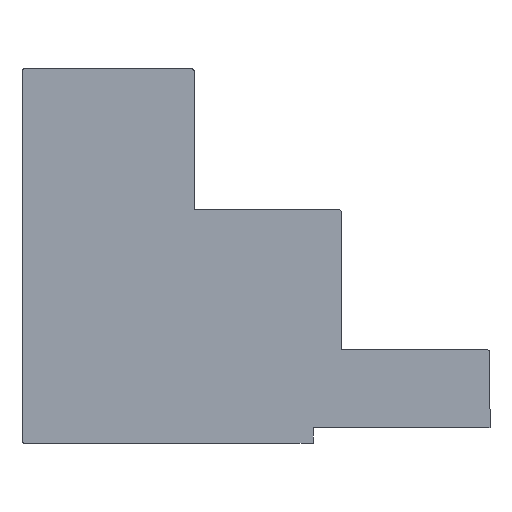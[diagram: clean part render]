
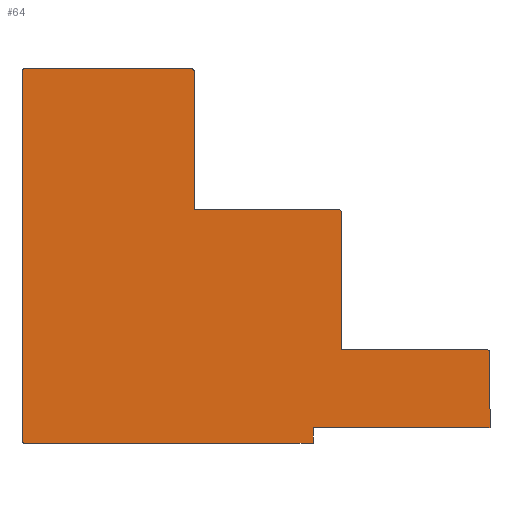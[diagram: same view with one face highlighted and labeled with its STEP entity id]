
A CAD part, front view. The second image highlights one B-rep face of the part: STEP entity #64.
In plain terms, the highlighted planar face has unit normal (0, -1, 0).
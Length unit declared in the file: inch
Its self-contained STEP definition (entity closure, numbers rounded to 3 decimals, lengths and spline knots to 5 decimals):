
#24 = CARTESIAN_POINT ( 'NONE',  ( 0.01181, -1.49803, 0. ) ) ;
#36 = VECTOR ( 'NONE', #1226, 39.37008 ) ;
#42 = LINE ( 'NONE', #1265, #36 ) ;
#56 = CARTESIAN_POINT ( 'NONE',  ( 1.38976, -1.49803, 1.88976 ) ) ;
#64 = ADVANCED_FACE ( 'NONE', ( #516 ), #1519, .T. ) ;
#65 = DIRECTION ( 'NONE',  ( -1., 0., 0. ) ) ;
#68 = AXIS2_PLACEMENT_3D ( 'NONE', #56, #790, #1437 ) ;
#89 = DIRECTION ( 'NONE',  ( 0., 0., 1. ) ) ;
#98 = DIRECTION ( 'NONE',  ( 0., 1., 0. ) ) ;
#109 = CARTESIAN_POINT ( 'NONE',  ( 2.57087, -1.49803, 0.75984 ) ) ;
#113 = DIRECTION ( 'NONE',  ( 0., 0., 1. ) ) ;
#127 = CARTESIAN_POINT ( 'NONE',  ( 3.14961, -1.49803, 0.74803 ) ) ;
#147 = EDGE_CURVE ( 'NONE', #1096, #1251, #473, .T. ) ;
#158 = CARTESIAN_POINT ( 'NONE',  ( 2.32283, -1.49803, 0. ) ) ;
#266 = LINE ( 'NONE', #1123, #272 ) ;
#272 = VECTOR ( 'NONE', #1138, 39.37008 ) ;
#294 = CARTESIAN_POINT ( 'NONE',  ( 2.55906, -1.49803, 1.87008 ) ) ;
#300 = DIRECTION ( 'NONE',  ( 0., 0., 1. ) ) ;
#325 = EDGE_CURVE ( 'NONE', #1244, #1389, #365, .T. ) ;
#331 = ORIENTED_EDGE ( 'NONE', *, *, #599, .T. ) ;
#338 = ORIENTED_EDGE ( 'NONE', *, *, #1283, .T. ) ;
#344 = AXIS2_PLACEMENT_3D ( 'NONE', #1558, #1145, #1162 ) ;
#347 = DIRECTION ( 'NONE',  ( -1., 0., 0. ) ) ;
#365 = LINE ( 'NONE', #294, #369 ) ;
#369 = VECTOR ( 'NONE', #347, 39.37008 ) ;
#380 = CARTESIAN_POINT ( 'NONE',  ( -0.00787, -1.49803, 0.01969 ) ) ;
#468 = VECTOR ( 'NONE', #113, 39.37008 ) ;
#473 = LINE ( 'NONE', #1386, #468 ) ;
#499 = CARTESIAN_POINT ( 'NONE',  ( 3.74016, -1.49803, 0.12598 ) ) ;
#516 = FACE_OUTER_BOUND ( 'NONE', #1036, .T. ) ;
#589 = DIRECTION ( 'NONE',  ( 0., 0., -1. ) ) ;
#599 = EDGE_CURVE ( 'NONE', #1503, #1506, #266, .T. ) ;
#614 = CARTESIAN_POINT ( 'NONE',  ( 3.74016, -1.49803, 1.49606 ) ) ;
#790 = DIRECTION ( 'NONE',  ( 0., 1., 0. ) ) ;
#1036 = EDGE_LOOP ( 'NONE', ( #1476, #1409, #1494, #1504, #1510, #1481, #1486, #1435, #1449, #1713, #1737, #1595, #1538, #1735, #338, #331, #1731 ) ) ;
#1044 = VECTOR ( 'NONE', #1535, 39.37008 ) ;
#1080 = CARTESIAN_POINT ( 'NONE',  ( 2.5315, -1.49803, 1.87008 ) ) ;
#1096 = VERTEX_POINT ( 'NONE', #1312 ) ;
#1100 = EDGE_CURVE ( 'NONE', #1460, #1439, #42, .T. ) ;
#1114 = AXIS2_PLACEMENT_3D ( 'NONE', #109, #98, #89 ) ;
#1123 = CARTESIAN_POINT ( 'NONE',  ( 1.37008, -1.49803, 2.99213 ) ) ;
#1126 = DIRECTION ( 'NONE',  ( 0., 0., -1. ) ) ;
#1138 = DIRECTION ( 'NONE',  ( 0., 0., 1. ) ) ;
#1143 = DIRECTION ( 'NONE',  ( 0., -1., 0. ) ) ;
#1145 = DIRECTION ( 'NONE',  ( 0., -1., 0. ) ) ;
#1149 = CARTESIAN_POINT ( 'NONE',  ( 1.35039, -1.49803, 2.98031 ) ) ;
#1162 = DIRECTION ( 'NONE',  ( 0., 0., -1. ) ) ;
#1164 = DIRECTION ( 'NONE',  ( 0., 0., -1. ) ) ;
#1171 = DIRECTION ( 'NONE',  ( 0., -1., 0. ) ) ;
#1172 = CARTESIAN_POINT ( 'NONE',  ( 3.72047, -1.49803, 0.72835 ) ) ;
#1226 = DIRECTION ( 'NONE',  ( 1., 0., 0. ) ) ;
#1231 = AXIS2_PLACEMENT_3D ( 'NONE', #1611, #1607, #1606 ) ;
#1240 = VERTEX_POINT ( 'NONE', #1362 ) ;
#1244 = VERTEX_POINT ( 'NONE', #1080 ) ;
#1249 = DIRECTION ( 'NONE',  ( 0., 0., 1. ) ) ;
#1251 = VERTEX_POINT ( 'NONE', #1392 ) ;
#1265 = CARTESIAN_POINT ( 'NONE',  ( 1.87008, -1.49803, 3. ) ) ;
#1269 = DIRECTION ( 'NONE',  ( 0., 0., -1. ) ) ;
#1274 = DIRECTION ( 'NONE',  ( 0., -1., 0. ) ) ;
#1279 = CARTESIAN_POINT ( 'NONE',  ( 0.01181, -1.49803, 2.98031 ) ) ;
#1283 = EDGE_CURVE ( 'NONE', #1389, #1503, #2043, .T. ) ;
#1291 = EDGE_CURVE ( 'NONE', #1443, #1361, #2041, .T. ) ;
#1312 = CARTESIAN_POINT ( 'NONE',  ( 2.55118, -1.49803, 0.75984 ) ) ;
#1323 = AXIS2_PLACEMENT_3D ( 'NONE', #1554, #1549, #1543 ) ;
#1361 = VERTEX_POINT ( 'NONE', #1950 ) ;
#1362 = CARTESIAN_POINT ( 'NONE',  ( 2.55512, -1.49803, 0.74803 ) ) ;
#1383 = EDGE_CURVE ( 'NONE', #2039, #1450, #2025, .T. ) ;
#1386 = CARTESIAN_POINT ( 'NONE',  ( 2.55118, -1.49803, 2.99213 ) ) ;
#1389 = VERTEX_POINT ( 'NONE', #1463 ) ;
#1392 = CARTESIAN_POINT ( 'NONE',  ( 2.55118, -1.49803, 1.85039 ) ) ;
#1409 = ORIENTED_EDGE ( 'NONE', *, *, #1769, .T. ) ;
#1435 = ORIENTED_EDGE ( 'NONE', *, *, #1860, .F. ) ;
#1437 = DIRECTION ( 'NONE',  ( 0., 0., 1. ) ) ;
#1439 = VERTEX_POINT ( 'NONE', #1867 ) ;
#1443 = VERTEX_POINT ( 'NONE', #380 ) ;
#1449 = ORIENTED_EDGE ( 'NONE', *, *, #1787, .T. ) ;
#1450 = VERTEX_POINT ( 'NONE', #24 ) ;
#1452 = CARTESIAN_POINT ( 'NONE',  ( 3.74016, -1.49803, 0.72835 ) ) ;
#1456 = CARTESIAN_POINT ( 'NONE',  ( -0.00787, -1.49803, 1.49606 ) ) ;
#1460 = VERTEX_POINT ( 'NONE', #1879 ) ;
#1463 = CARTESIAN_POINT ( 'NONE',  ( 1.38976, -1.49803, 1.87008 ) ) ;
#1475 = VERTEX_POINT ( 'NONE', #1959 ) ;
#1476 = ORIENTED_EDGE ( 'NONE', *, *, #1100, .F. ) ;
#1481 = ORIENTED_EDGE ( 'NONE', *, *, #1534, .T. ) ;
#1486 = ORIENTED_EDGE ( 'NONE', *, *, #1702, .T. ) ;
#1494 = ORIENTED_EDGE ( 'NONE', *, *, #1291, .F. ) ;
#1503 = VERTEX_POINT ( 'NONE', #1994 ) ;
#1504 = ORIENTED_EDGE ( 'NONE', *, *, #1668, .T. ) ;
#1506 = VERTEX_POINT ( 'NONE', #2008 ) ;
#1510 = ORIENTED_EDGE ( 'NONE', *, *, #1383, .F. ) ;
#1519 = PLANE ( 'NONE',  #344 ) ;
#1534 = EDGE_CURVE ( 'NONE', #2039, #1475, #1908, .T. ) ;
#1535 = DIRECTION ( 'NONE',  ( -1., 0., 0. ) ) ;
#1538 = ORIENTED_EDGE ( 'NONE', *, *, #1694, .T. ) ;
#1543 = DIRECTION ( 'NONE',  ( 0., 0., 1. ) ) ;
#1549 = DIRECTION ( 'NONE',  ( 0., -1., 0. ) ) ;
#1554 = CARTESIAN_POINT ( 'NONE',  ( 2.5315, -1.49803, 1.85039 ) ) ;
#1558 = CARTESIAN_POINT ( 'NONE',  ( 1.87008, -1.49803, 1.49606 ) ) ;
#1559 = DIRECTION ( 'NONE',  ( 1., 0., 0. ) ) ;
#1580 = CARTESIAN_POINT ( 'NONE',  ( 3.0315, -1.49803, 0.12598 ) ) ;
#1595 = ORIENTED_EDGE ( 'NONE', *, *, #147, .T. ) ;
#1606 = DIRECTION ( 'NONE',  ( 0., 0., -1. ) ) ;
#1607 = DIRECTION ( 'NONE',  ( 0., -1., 0. ) ) ;
#1611 = CARTESIAN_POINT ( 'NONE',  ( 0.01181, -1.49803, 0.01969 ) ) ;
#1635 = VECTOR ( 'NONE', #65, 39.37008 ) ;
#1638 = LINE ( 'NONE', #127, #1635 ) ;
#1641 = CIRCLE ( 'NONE', #1114, 0.01969 ) ;
#1668 = EDGE_CURVE ( 'NONE', #1443, #1450, #1850, .T. ) ;
#1694 = EDGE_CURVE ( 'NONE', #1251, #1244, #1816, .T. ) ;
#1702 = EDGE_CURVE ( 'NONE', #1475, #1870, #1835, .T. ) ;
#1709 = CARTESIAN_POINT ( 'NONE',  ( 2.32283, -1.49803, 0. ) ) ;
#1713 = ORIENTED_EDGE ( 'NONE', *, *, #1954, .T. ) ;
#1715 = AXIS2_PLACEMENT_3D ( 'NONE', #1279, #1274, #1269 ) ;
#1727 = VECTOR ( 'NONE', #589, 39.37008 ) ;
#1731 = ORIENTED_EDGE ( 'NONE', *, *, #1791, .T. ) ;
#1735 = ORIENTED_EDGE ( 'NONE', *, *, #325, .T. ) ;
#1736 = LINE ( 'NONE', #614, #1727 ) ;
#1737 = ORIENTED_EDGE ( 'NONE', *, *, #1907, .T. ) ;
#1751 = VERTEX_POINT ( 'NONE', #1452 ) ;
#1768 = CIRCLE ( 'NONE', #1993, 0.01969 ) ;
#1769 = EDGE_CURVE ( 'NONE', #1460, #1361, #1797, .T. ) ;
#1771 = CIRCLE ( 'NONE', #1913, 0.01969 ) ;
#1787 = EDGE_CURVE ( 'NONE', #1751, #2014, #1771, .T. ) ;
#1791 = EDGE_CURVE ( 'NONE', #1506, #1439, #1768, .T. ) ;
#1797 = CIRCLE ( 'NONE', #1715, 0.01969 ) ;
#1810 = VECTOR ( 'NONE', #1559, 39.37008 ) ;
#1816 = CIRCLE ( 'NONE', #1323, 0.01969 ) ;
#1824 = CARTESIAN_POINT ( 'NONE',  ( 3.72047, -1.49803, 0.74803 ) ) ;
#1835 = LINE ( 'NONE', #1580, #1810 ) ;
#1850 = CIRCLE ( 'NONE', #1231, 0.01969 ) ;
#1860 = EDGE_CURVE ( 'NONE', #1751, #1870, #1736, .T. ) ;
#1864 = CARTESIAN_POINT ( 'NONE',  ( 1.87008, -1.49803, 0. ) ) ;
#1867 = CARTESIAN_POINT ( 'NONE',  ( 1.35039, -1.49803, 3. ) ) ;
#1870 = VERTEX_POINT ( 'NONE', #499 ) ;
#1879 = CARTESIAN_POINT ( 'NONE',  ( 0.01181, -1.49803, 3. ) ) ;
#1899 = VECTOR ( 'NONE', #300, 39.37008 ) ;
#1907 = EDGE_CURVE ( 'NONE', #1240, #1096, #1641, .T. ) ;
#1908 = LINE ( 'NONE', #158, #1899 ) ;
#1913 = AXIS2_PLACEMENT_3D ( 'NONE', #1172, #1171, #1164 ) ;
#1950 = CARTESIAN_POINT ( 'NONE',  ( -0.00787, -1.49803, 2.98031 ) ) ;
#1954 = EDGE_CURVE ( 'NONE', #2014, #1240, #1638, .T. ) ;
#1959 = CARTESIAN_POINT ( 'NONE',  ( 2.32283, -1.49803, 0.12598 ) ) ;
#1993 = AXIS2_PLACEMENT_3D ( 'NONE', #1149, #1143, #1126 ) ;
#1994 = CARTESIAN_POINT ( 'NONE',  ( 1.37008, -1.49803, 1.88976 ) ) ;
#2008 = CARTESIAN_POINT ( 'NONE',  ( 1.37008, -1.49803, 2.98031 ) ) ;
#2014 = VERTEX_POINT ( 'NONE', #1824 ) ;
#2025 = LINE ( 'NONE', #1864, #1044 ) ;
#2037 = VECTOR ( 'NONE', #1249, 39.37008 ) ;
#2039 = VERTEX_POINT ( 'NONE', #1709 ) ;
#2041 = LINE ( 'NONE', #1456, #2037 ) ;
#2043 = CIRCLE ( 'NONE', #68, 0.01969 ) ;
